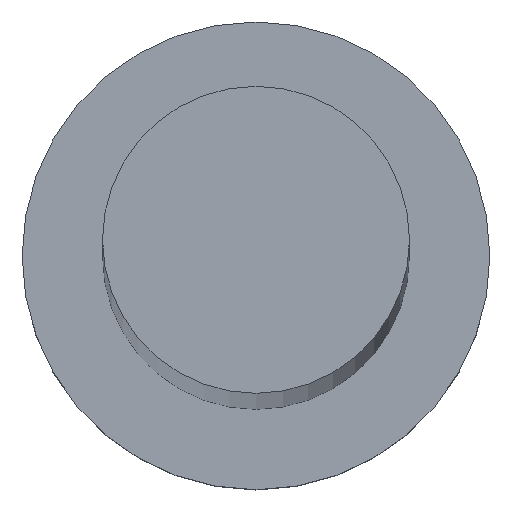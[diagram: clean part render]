
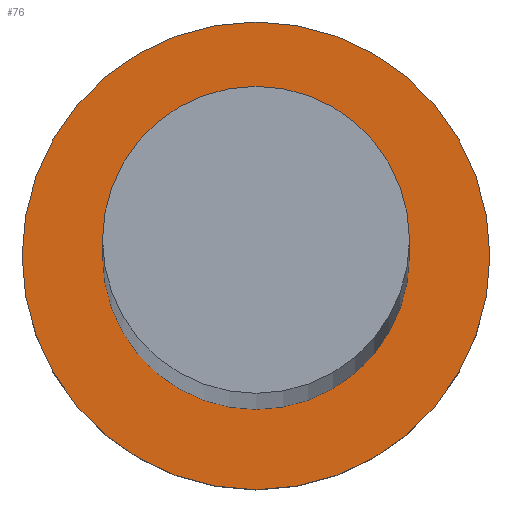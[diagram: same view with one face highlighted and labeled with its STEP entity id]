
A CAD part, top view. The second image highlights one B-rep face of the part: STEP entity #76.
In plain terms, the highlighted planar face has unit normal (0, 0, 1).
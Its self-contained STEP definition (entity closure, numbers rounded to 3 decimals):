
#4 = CARTESIAN_POINT ( 'NONE',  ( 8., 0., 5. ) ) ;
#5 = FACE_BOUND ( 'NONE', #119, .T. ) ;
#11 = EDGE_CURVE ( 'NONE', #231, #164, #58, .T. ) ;
#14 = VERTEX_POINT ( 'NONE', #251 ) ;
#27 = CARTESIAN_POINT ( 'NONE',  ( 0., 0., 5. ) ) ;
#31 = PLANE ( 'NONE',  #248 ) ;
#33 = CIRCLE ( 'NONE', #174, 8. ) ;
#46 = CARTESIAN_POINT ( 'NONE',  ( 0., 0., 5. ) ) ;
#58 = CIRCLE ( 'NONE', #185, 5.25 ) ;
#76 = ADVANCED_FACE ( 'NONE', ( #5, #213 ), #31, .T. ) ;
#77 = EDGE_CURVE ( 'NONE', #164, #231, #167, .T. ) ;
#82 = CARTESIAN_POINT ( 'NONE',  ( -5.25, 0., 5. ) ) ;
#93 = EDGE_LOOP ( 'NONE', ( #208, #204 ) ) ;
#108 = DIRECTION ( 'NONE',  ( 0., 0., 1. ) ) ;
#119 = EDGE_LOOP ( 'NONE', ( #230, #148 ) ) ;
#138 = CIRCLE ( 'NONE', #141, 8. ) ;
#141 = AXIS2_PLACEMENT_3D ( 'NONE', #203, #108, #180 ) ;
#146 = AXIS2_PLACEMENT_3D ( 'NONE', #27, #170, #205 ) ;
#148 = ORIENTED_EDGE ( 'NONE', *, *, #11, .F. ) ;
#150 = CARTESIAN_POINT ( 'NONE',  ( 0., 0., 5. ) ) ;
#151 = DIRECTION ( 'NONE',  ( 1., 0., 0. ) ) ;
#163 = CARTESIAN_POINT ( 'NONE',  ( 5.25, 0., 5. ) ) ;
#164 = VERTEX_POINT ( 'NONE', #82 ) ;
#167 = CIRCLE ( 'NONE', #146, 5.25 ) ;
#170 = DIRECTION ( 'NONE',  ( 0., 0., 1. ) ) ;
#174 = AXIS2_PLACEMENT_3D ( 'NONE', #150, #183, #206 ) ;
#180 = DIRECTION ( 'NONE',  ( 1., 0., 0. ) ) ;
#183 = DIRECTION ( 'NONE',  ( 0., 0., 1. ) ) ;
#184 = DIRECTION ( 'NONE',  ( 0., 0., 1. ) ) ;
#185 = AXIS2_PLACEMENT_3D ( 'NONE', #46, #184, #190 ) ;
#189 = VERTEX_POINT ( 'NONE', #4 ) ;
#190 = DIRECTION ( 'NONE',  ( 1., 0., 0. ) ) ;
#203 = CARTESIAN_POINT ( 'NONE',  ( 0., 0., 5. ) ) ;
#204 = ORIENTED_EDGE ( 'NONE', *, *, #239, .T. ) ;
#205 = DIRECTION ( 'NONE',  ( 1., 0., 0. ) ) ;
#206 = DIRECTION ( 'NONE',  ( 1., 0., 0. ) ) ;
#208 = ORIENTED_EDGE ( 'NONE', *, *, #232, .T. ) ;
#213 = FACE_OUTER_BOUND ( 'NONE', #93, .T. ) ;
#230 = ORIENTED_EDGE ( 'NONE', *, *, #77, .F. ) ;
#231 = VERTEX_POINT ( 'NONE', #163 ) ;
#232 = EDGE_CURVE ( 'NONE', #14, #189, #138, .T. ) ;
#233 = CARTESIAN_POINT ( 'NONE',  ( 0., 0., 5. ) ) ;
#239 = EDGE_CURVE ( 'NONE', #189, #14, #33, .T. ) ;
#248 = AXIS2_PLACEMENT_3D ( 'NONE', #233, #250, #151 ) ;
#250 = DIRECTION ( 'NONE',  ( 0., 0., 1. ) ) ;
#251 = CARTESIAN_POINT ( 'NONE',  ( -8., 0., 5. ) ) ;
